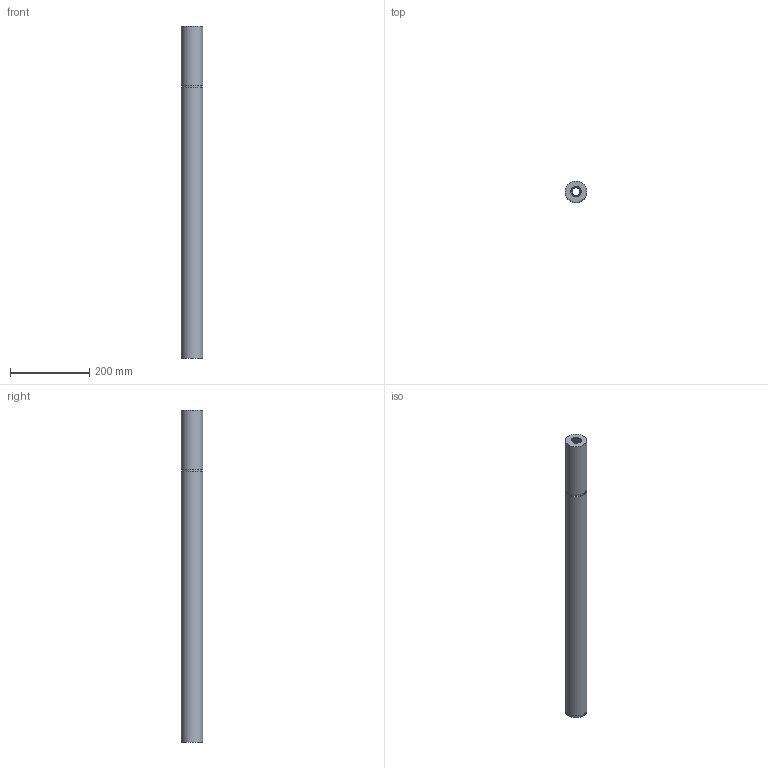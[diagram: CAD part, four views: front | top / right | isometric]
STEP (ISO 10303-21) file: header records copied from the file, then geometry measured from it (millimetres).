
FILE_DESCRIPTION(/* description */ (''),/* implementation_level */ '2;1');
FILE_NAME(/* name */ 'Component1.step',/* time_stamp */ '2023-12-15T18:06:57+05:30',/* author */ (''),/* organization */ (''),/* preprocessor_version */ 'ST-DEVELOPER v20',/* originating_system */ 'Autodesk Translation Framework v12.14.0.127',/* authorisation */ '');
FILE_SCHEMA (('AUTOMOTIVE_DESIGN { 1 0 10303 214 3 1 1 }'));
Length unit declared in the file: millimetre
Products named in the file (1): FusionComponent
Bounding box: 54 x 54 x 840 mm (x, y, z)
Volume: 421341.5 mm3; surface area: 284705.7 mm2
Topology: 1 solids, 1 shells, 43 faces, 99 edges, 66 vertices
Faces by surface type: cylinder 31, plane 10, bspline 2
Full cylindrical faces by diameter (mm): 20.447 x9, 26.162 x9, 30 x1, 42 x1, 48 x2, 51 x2, 52 x1, 54 x2
Entity records: 3545 total; most frequent: CARTESIAN_POINT 2594, ORIENTED_EDGE 198, DIRECTION 159, EDGE_CURVE 99, VERTEX_POINT 66, AXIS2_PLACEMENT_3D 65, EDGE_LOOP 53, B_SPLINE_CURVE_WITH_KNOTS 47
